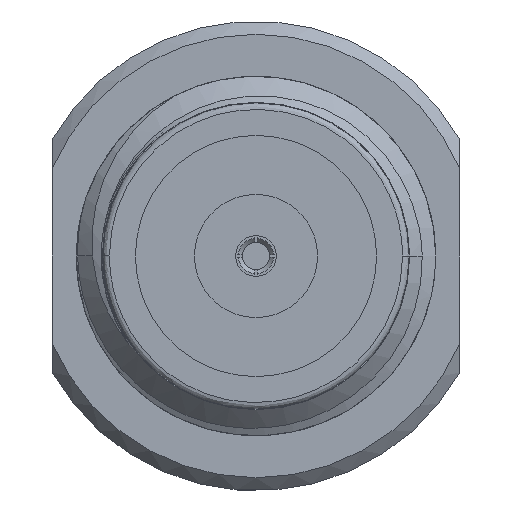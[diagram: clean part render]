
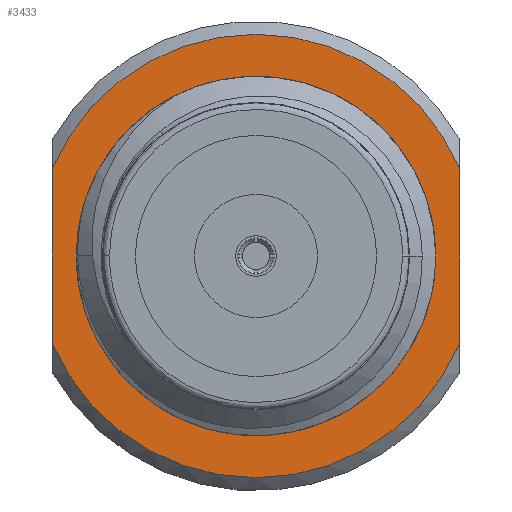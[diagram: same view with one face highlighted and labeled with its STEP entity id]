
A CAD part, front view. The second image highlights one B-rep face of the part: STEP entity #3433.
In plain terms, the highlighted planar face has unit normal (0, -1, 0).
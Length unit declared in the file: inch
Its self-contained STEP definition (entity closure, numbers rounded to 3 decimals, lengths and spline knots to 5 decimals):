
#207 = VECTOR ( 'NONE', #6686, 39.37008 ) ;
#484 = ORIENTED_EDGE ( 'NONE', *, *, #3594, .T. ) ;
#573 = DIRECTION ( 'NONE',  ( 1., 0., 0. ) ) ;
#785 = AXIS2_PLACEMENT_3D ( 'NONE', #5888, #4234, #573 ) ;
#1223 = CARTESIAN_POINT ( 'NONE',  ( -0.15625, 0.07468, 0. ) ) ;
#1323 = CIRCLE ( 'NONE', #785, 0.17 ) ;
#1371 = ORIENTED_EDGE ( 'NONE', *, *, #3869, .T. ) ;
#1439 = VERTEX_POINT ( 'NONE', #2974 ) ;
#1456 = AXIS2_PLACEMENT_3D ( 'NONE', #6030, #2241, #2774 ) ;
#1717 = DIRECTION ( 'NONE',  ( 0., -1., 0. ) ) ;
#1771 = EDGE_CURVE ( 'NONE', #1439, #2171, #1997, .T. ) ;
#1856 = EDGE_LOOP ( 'NONE', ( #2003, #1371, #4487, #484 ) ) ;
#1997 = CIRCLE ( 'NONE', #1456, 0.17 ) ;
#2003 = ORIENTED_EDGE ( 'NONE', *, *, #3611, .T. ) ;
#2073 = AXIS2_PLACEMENT_3D ( 'NONE', #3815, #1717, #6454 ) ;
#2140 = CARTESIAN_POINT ( 'NONE',  ( 0.15625, 0.07468, -0.06698 ) ) ;
#2171 = VERTEX_POINT ( 'NONE', #3192 ) ;
#2241 = DIRECTION ( 'NONE',  ( 0., -1., 0. ) ) ;
#2268 = DIRECTION ( 'NONE',  ( 0., 0., -1. ) ) ;
#2486 = LINE ( 'NONE', #3975, #207 ) ;
#2749 = VERTEX_POINT ( 'NONE', #4176 ) ;
#2774 = DIRECTION ( 'NONE',  ( 1., 0., 0. ) ) ;
#2808 = LINE ( 'NONE', #1223, #2890 ) ;
#2890 = VECTOR ( 'NONE', #2268, 39.37008 ) ;
#2974 = CARTESIAN_POINT ( 'NONE',  ( 0.15625, 0.07468, 0.06698 ) ) ;
#3192 = CARTESIAN_POINT ( 'NONE',  ( -0.15625, 0.07468, 0.06698 ) ) ;
#3433 = ADVANCED_FACE ( 'NONE', ( #4251 ), #4888, .T. ) ;
#3594 = EDGE_CURVE ( 'NONE', #2171, #2749, #2808, .T. ) ;
#3611 = EDGE_CURVE ( 'NONE', #2749, #4250, #1323, .T. ) ;
#3815 = CARTESIAN_POINT ( 'NONE',  ( 0., 0.07468, 0. ) ) ;
#3869 = EDGE_CURVE ( 'NONE', #4250, #1439, #2486, .T. ) ;
#3975 = CARTESIAN_POINT ( 'NONE',  ( 0.15625, 0.07468, 0. ) ) ;
#4176 = CARTESIAN_POINT ( 'NONE',  ( -0.15625, 0.07468, -0.06698 ) ) ;
#4234 = DIRECTION ( 'NONE',  ( 0., -1., 0. ) ) ;
#4250 = VERTEX_POINT ( 'NONE', #2140 ) ;
#4251 = FACE_OUTER_BOUND ( 'NONE', #1856, .T. ) ;
#4487 = ORIENTED_EDGE ( 'NONE', *, *, #1771, .T. ) ;
#4888 = PLANE ( 'NONE',  #2073 ) ;
#5888 = CARTESIAN_POINT ( 'NONE',  ( 0., 0.07468, 0. ) ) ;
#6030 = CARTESIAN_POINT ( 'NONE',  ( 0., 0.07468, 0. ) ) ;
#6454 = DIRECTION ( 'NONE',  ( 1., 0., 0. ) ) ;
#6686 = DIRECTION ( 'NONE',  ( 0., 0., 1. ) ) ;
